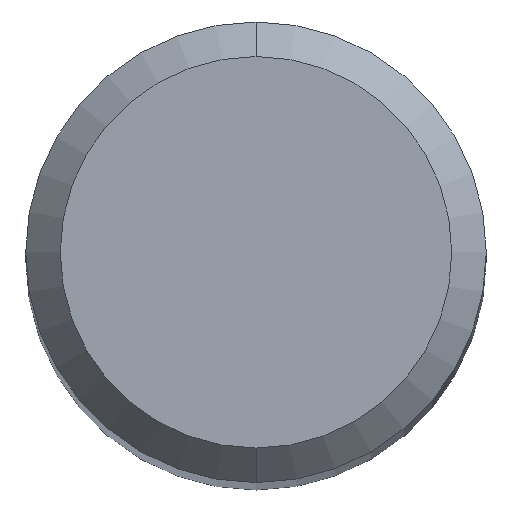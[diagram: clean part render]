
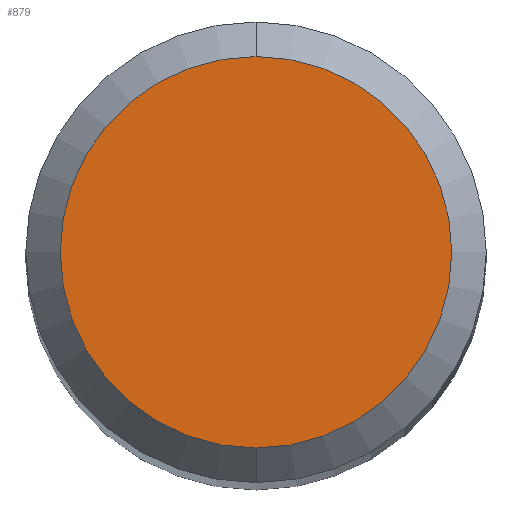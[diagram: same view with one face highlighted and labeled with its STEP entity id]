
A CAD part, top view. The second image highlights one B-rep face of the part: STEP entity #879.
In plain terms, the highlighted planar face has unit normal (0, 0, 1).
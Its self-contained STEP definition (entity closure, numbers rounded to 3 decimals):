
#659=EDGE_CURVE('',#853,#999,#1347,.T.);
#675=EDGE_CURVE('',#999,#853,#1363,.T.);
#853=VERTEX_POINT('',#1564);
#879=ADVANCED_FACE('',(#1592),#1593,.T.);
#999=VERTEX_POINT('',#1726);
#1347=CIRCLE('',#2822,1.7);
#1363=CIRCLE('',#2870,1.7);
#1564=CARTESIAN_POINT('',(0.0,1.7,0.0));
#1592=FACE_OUTER_BOUND('',#3591,.T.);
#1593=PLANE('',#3592);
#1726=CARTESIAN_POINT('',(0.,-1.7,0.0));
#2822=AXIS2_PLACEMENT_3D('',#4237,#4238,#4239);
#2870=AXIS2_PLACEMENT_3D('',#4243,#4244,#4245);
#3591=EDGE_LOOP('',(#4555,#4556));
#3592=AXIS2_PLACEMENT_3D('',#4557,#4558,#4559);
#4237=CARTESIAN_POINT('',(0.0,0.0,0.0));
#4238=DIRECTION('',(0.0,0.0,-1.0));
#4239=DIRECTION('',(0.0,1.0,0.0));
#4243=CARTESIAN_POINT('',(0.0,0.0,0.0));
#4244=DIRECTION('',(0.0,0.0,-1.0));
#4245=DIRECTION('',(0.0,1.0,0.0));
#4555=ORIENTED_EDGE('',*,*,#659,.F.);
#4556=ORIENTED_EDGE('',*,*,#675,.F.);
#4557=CARTESIAN_POINT('',(0.0,0.85,0.0));
#4558=DIRECTION('',(-0.0,0.0,1.0));
#4559=DIRECTION('',(0.0,-1.0,0.0));
